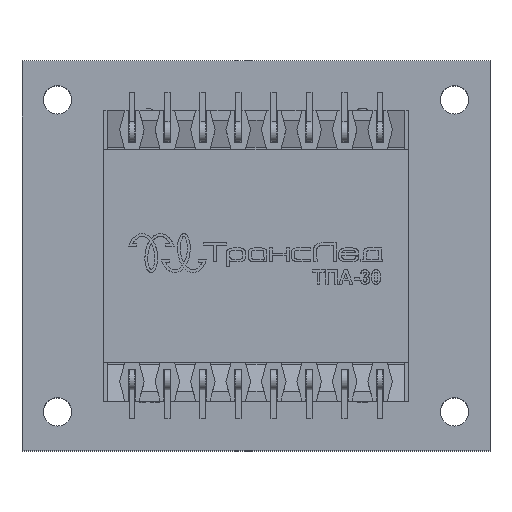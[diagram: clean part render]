
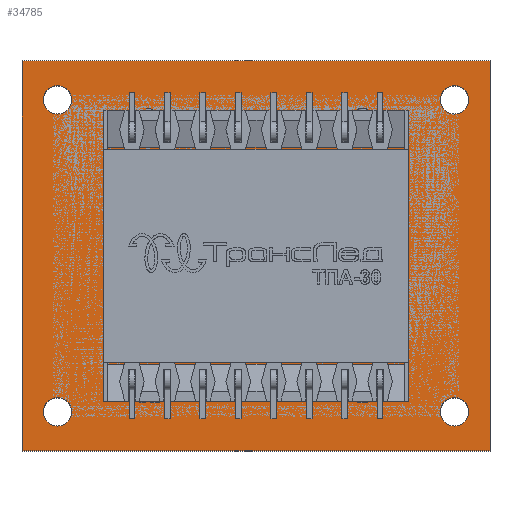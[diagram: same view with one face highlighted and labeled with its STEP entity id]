
A CAD part, top view. The second image highlights one B-rep face of the part: STEP entity #34785.
In plain terms, the highlighted planar face has unit normal (0, 0, 1).
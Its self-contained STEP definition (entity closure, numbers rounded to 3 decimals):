
#1530=FACE_BOUND('',#4521,.T.);
#1531=FACE_BOUND('',#4522,.T.);
#1532=FACE_BOUND('',#4523,.T.);
#1533=FACE_BOUND('',#4524,.T.);
#1534=FACE_BOUND('',#4525,.T.);
#1792=CIRCLE('',#36890,2.);
#1794=CIRCLE('',#36893,2.);
#1796=CIRCLE('',#36896,2.);
#1798=CIRCLE('',#36899,2.);
#2470=FACE_OUTER_BOUND('',#4520,.T.);
#4520=EDGE_LOOP('',(#24222,#24223,#24224,#24225));
#4521=EDGE_LOOP('',(#24226,#24227,#24228,#24229));
#4522=EDGE_LOOP('',(#24230));
#4523=EDGE_LOOP('',(#24231));
#4524=EDGE_LOOP('',(#24232));
#4525=EDGE_LOOP('',(#24233));
#6750=LINE('',#47444,#10774);
#6753=LINE('',#47450,#10777);
#6756=LINE('',#47456,#10780);
#6759=LINE('',#47460,#10783);
#6766=LINE('',#47492,#10790);
#6769=LINE('',#47498,#10793);
#6772=LINE('',#47504,#10796);
#6775=LINE('',#47508,#10799);
#10774=VECTOR('',#39654,10.);
#10777=VECTOR('',#39659,10.);
#10780=VECTOR('',#39664,10.);
#10783=VECTOR('',#39669,10.);
#10790=VECTOR('',#39702,10.);
#10793=VECTOR('',#39707,10.);
#10796=VECTOR('',#39712,10.);
#10799=VECTOR('',#39717,10.);
#14726=VERTEX_POINT('',#47441);
#14727=VERTEX_POINT('',#47443);
#14729=VERTEX_POINT('',#47449);
#14731=VERTEX_POINT('',#47455);
#14732=VERTEX_POINT('',#47462);
#14734=VERTEX_POINT('',#47468);
#14736=VERTEX_POINT('',#47474);
#14738=VERTEX_POINT('',#47480);
#14742=VERTEX_POINT('',#47489);
#14743=VERTEX_POINT('',#47491);
#14745=VERTEX_POINT('',#47497);
#14747=VERTEX_POINT('',#47503);
#18354=EDGE_CURVE('',#14727,#14726,#6750,.T.);
#18357=EDGE_CURVE('',#14729,#14727,#6753,.T.);
#18360=EDGE_CURVE('',#14731,#14729,#6756,.T.);
#18363=EDGE_CURVE('',#14726,#14731,#6759,.T.);
#18364=EDGE_CURVE('',#14732,#14732,#1792,.T.);
#18367=EDGE_CURVE('',#14734,#14734,#1794,.T.);
#18370=EDGE_CURVE('',#14736,#14736,#1796,.T.);
#18373=EDGE_CURVE('',#14738,#14738,#1798,.T.);
#18378=EDGE_CURVE('',#14743,#14742,#6766,.T.);
#18381=EDGE_CURVE('',#14745,#14743,#6769,.T.);
#18384=EDGE_CURVE('',#14747,#14745,#6772,.T.);
#18387=EDGE_CURVE('',#14742,#14747,#6775,.T.);
#24222=ORIENTED_EDGE('',*,*,#18387,.T.);
#24223=ORIENTED_EDGE('',*,*,#18384,.T.);
#24224=ORIENTED_EDGE('',*,*,#18381,.T.);
#24225=ORIENTED_EDGE('',*,*,#18378,.T.);
#24226=ORIENTED_EDGE('',*,*,#18360,.T.);
#24227=ORIENTED_EDGE('',*,*,#18357,.T.);
#24228=ORIENTED_EDGE('',*,*,#18354,.T.);
#24229=ORIENTED_EDGE('',*,*,#18363,.T.);
#24230=ORIENTED_EDGE('',*,*,#18373,.T.);
#24231=ORIENTED_EDGE('',*,*,#18370,.T.);
#24232=ORIENTED_EDGE('',*,*,#18367,.T.);
#24233=ORIENTED_EDGE('',*,*,#18364,.T.);
#33414=PLANE('',#36905);
#34785=ADVANCED_FACE('',(#2470,#1530,#1531,#1532,#1533,#1534),#33414,.T.);
#36890=AXIS2_PLACEMENT_3D('',#47463,#39672,#39673);
#36893=AXIS2_PLACEMENT_3D('',#47469,#39679,#39680);
#36896=AXIS2_PLACEMENT_3D('',#47475,#39686,#39687);
#36899=AXIS2_PLACEMENT_3D('',#47481,#39693,#39694);
#36905=AXIS2_PLACEMENT_3D('',#47509,#39718,#39719);
#39654=DIRECTION('',(0.,1.,0.));
#39659=DIRECTION('',(-1.,0.,0.));
#39664=DIRECTION('',(0.,-1.,0.));
#39669=DIRECTION('',(1.,0.,0.));
#39672=DIRECTION('center_axis',(0.,0.,-1.));
#39673=DIRECTION('ref_axis',(1.,0.,0.));
#39679=DIRECTION('center_axis',(0.,0.,-1.));
#39680=DIRECTION('ref_axis',(1.,0.,0.));
#39686=DIRECTION('center_axis',(0.,0.,-1.));
#39687=DIRECTION('ref_axis',(1.,0.,0.));
#39693=DIRECTION('center_axis',(0.,0.,-1.));
#39694=DIRECTION('ref_axis',(1.,0.,0.));
#39702=DIRECTION('',(0.,-1.,0.));
#39707=DIRECTION('',(-1.,0.,0.));
#39712=DIRECTION('',(0.,1.,0.));
#39717=DIRECTION('',(1.,0.,0.));
#39718=DIRECTION('center_axis',(0.,0.,1.));
#39719=DIRECTION('ref_axis',(1.,0.,0.));
#47441=CARTESIAN_POINT('',(-20.5,14.,23.));
#47443=CARTESIAN_POINT('',(-20.5,-14.,23.));
#47444=CARTESIAN_POINT('',(-20.5,7.,23.));
#47449=CARTESIAN_POINT('',(20.5,-14.,23.));
#47450=CARTESIAN_POINT('',(-10.25,-14.,23.));
#47455=CARTESIAN_POINT('',(20.5,14.,23.));
#47456=CARTESIAN_POINT('',(20.5,-7.,23.));
#47460=CARTESIAN_POINT('',(10.25,14.,23.));
#47462=CARTESIAN_POINT('',(-30.,22.,23.));
#47463=CARTESIAN_POINT('Origin',(-28.,22.,23.));
#47468=CARTESIAN_POINT('',(26.,22.,23.));
#47469=CARTESIAN_POINT('Origin',(28.,22.,23.));
#47474=CARTESIAN_POINT('',(-30.,-22.,23.));
#47475=CARTESIAN_POINT('Origin',(-28.,-22.,23.));
#47480=CARTESIAN_POINT('',(26.,-22.,23.));
#47481=CARTESIAN_POINT('Origin',(28.,-22.,23.));
#47489=CARTESIAN_POINT('',(-33.,-27.5,23.));
#47491=CARTESIAN_POINT('',(-33.,27.5,23.));
#47492=CARTESIAN_POINT('',(-33.,-27.5,23.));
#47497=CARTESIAN_POINT('',(33.,27.5,23.));
#47498=CARTESIAN_POINT('',(-33.,27.5,23.));
#47503=CARTESIAN_POINT('',(33.,-27.5,23.));
#47504=CARTESIAN_POINT('',(33.,27.5,23.));
#47508=CARTESIAN_POINT('',(33.,-27.5,23.));
#47509=CARTESIAN_POINT('Origin',(0.,0.,23.));
